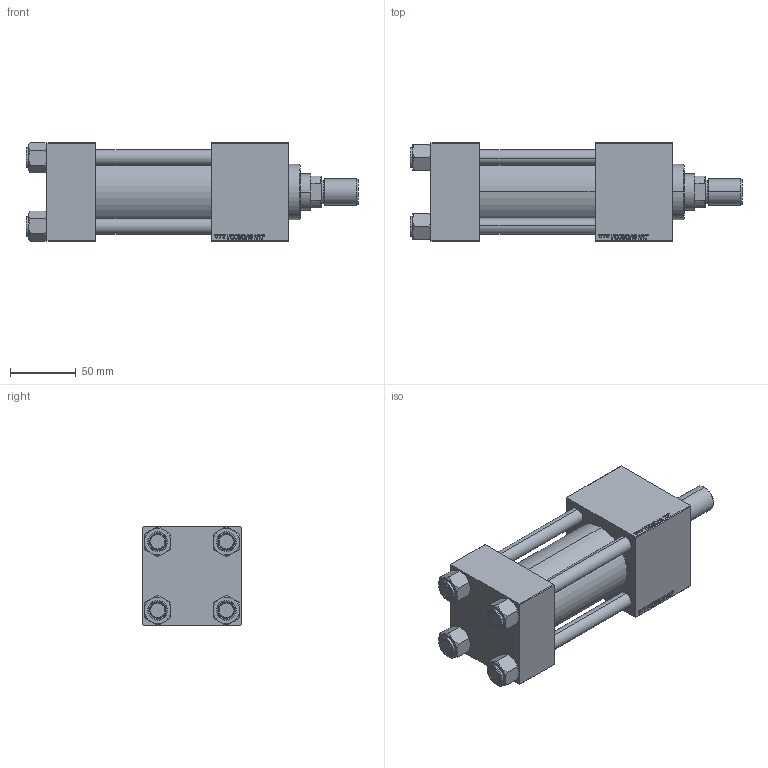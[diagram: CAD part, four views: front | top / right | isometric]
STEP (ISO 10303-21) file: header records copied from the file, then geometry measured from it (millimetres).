
FILE_DESCRIPTION (( 'STEP AP203' ), '1' );
FILE_NAME ('1646.STEP', '2023-08-23T06:31:16', ( '' ), ( '' ), 'SwSTEP 2.0', 'SolidWorks 2019', '' );
FILE_SCHEMA (( 'CONFIG_CONTROL_DESIGN' ));
Length unit declared in the file: millimetre
Products named in the file (7): V215CR_VCP_C 2f05ee43febfcb2b4bfc7b12a9d01e7e; 1646; ROD_END_AH 2f05ee43febfcb2b4bfc7b12a9d01e7e; V215CR_C_TYCINKA 2f05ee43febfcb2b4bfc7b12a9d01e7e; NUT_M5_C 2f05ee43febfcb2b4bfc7b12a9d01e7e; V215_VC_A 2f05ee43febfcb2b4bfc7b12a9d01e7e; V215CR_C_Body 2f05ee43febfcb2b4bfc7b12a9d01e7e
Assembly tree (12 placements, depth 2):
  1646
    V215CR_C_Body 2f05ee43febfcb2b4bfc7b12a9d01e7e
    V215CR_VCP_C 2f05ee43febfcb2b4bfc7b12a9d01e7e
    NUT_M5_C 2f05ee43febfcb2b4bfc7b12a9d01e7e  x4
    V215CR_C_TYCINKA 2f05ee43febfcb2b4bfc7b12a9d01e7e  x4
    V215_VC_A 2f05ee43febfcb2b4bfc7b12a9d01e7e
    ROD_END_AH 2f05ee43febfcb2b4bfc7b12a9d01e7e
Bounding box: 253 x 75 x 75.54 mm (x, y, z)
Volume: 724646 mm3; surface area: 170523.9 mm2
Topology: 12 solids, 12 shells, 1163 faces, 2898 edges, 1879 vertices
Faces by surface type: plane 530, bspline 392, cone 140, cylinder 91, torus 10
Entity records: 50665 total; most frequent: CARTESIAN_POINT 27162, ORIENTED_EDGE 5288, DIRECTION 3376, EDGE_CURVE 2644, VERTEX_POINT 1735, VECTOR 1598, LINE 1598, EDGE_LOOP 1175
